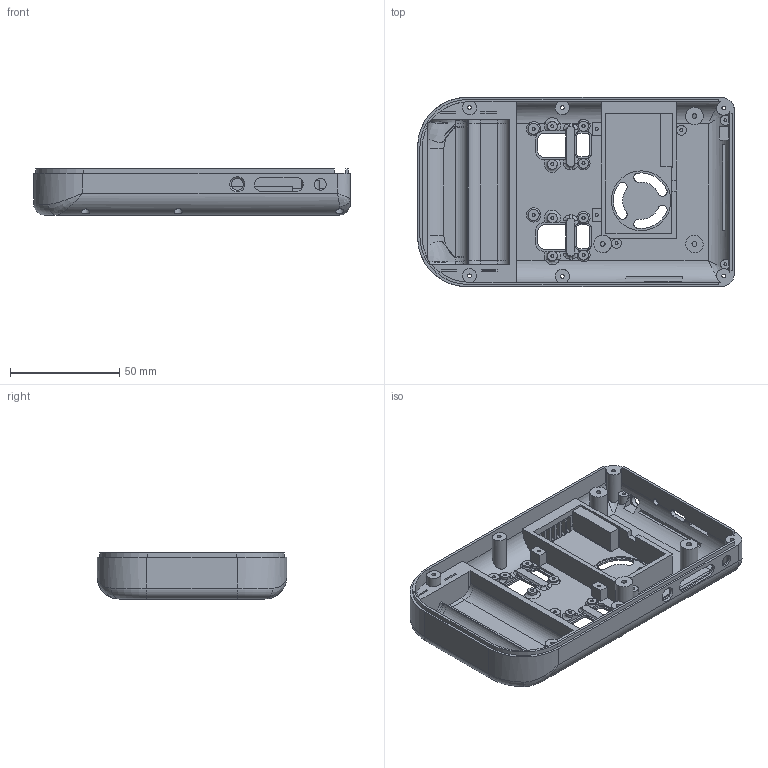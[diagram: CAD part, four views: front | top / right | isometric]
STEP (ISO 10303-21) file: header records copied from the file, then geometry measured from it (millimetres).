
FILE_DESCRIPTION(/* description */ ('','CAx-IF Rec.Pracs.---Representation and Presentation of Product Manufacturing Information (PMI)---4.0---2014-10-13'),/* implementation_level */ '2;1');
FILE_NAME(/* name */ 'Xii-Boy Pocket Bottom.step',/* time_stamp */ '2025-01-30T18:16:27+01:00',/* author */ (''),/* organization */ (''),/* preprocessor_version */ 'ST-DEVELOPER v20',/* originating_system */ 'Autodesk Translation Framework v13.20.0.188',/* authorisation */ '');
FILE_SCHEMA (('AP242_MANAGED_MODEL_BASED_3D_ENGINEERING_MIM_LF { 1 0 10303 442 1 1 4 }'));
Length unit declared in the file: millimetre
Products named in the file (1): Xii-Boy Original / Pocket
Bounding box: 145 x 86.65 x 21.09 mm (x, y, z)
Volume: 58359.9 mm3; surface area: 48631.8 mm2
Topology: 1 solids, 1 shells, 525 faces, 1488 edges, 975 vertices
Faces by surface type: plane 265, cylinder 191, bspline 36, torus 32, cone 1
Full cylindrical faces by diameter (mm): 1.4 x16, 1.7 x6, 2.108 x1, 2.179 x1, 2.254 x1, 3.2 x1, 3.75 x9, 4.5 x5, 5 x2, 5.4 x3, 8 x3, 27.292 x1
Entity records: 20816 total; most frequent: CARTESIAN_POINT 6954, ORIENTED_EDGE 2964, DIRECTION 2769, EDGE_CURVE 1482, AXIS2_PLACEMENT_3D 993, VERTEX_POINT 975, LINE 783, VECTOR 783
